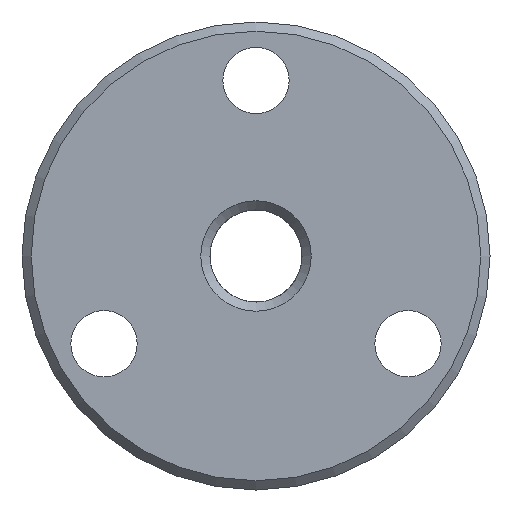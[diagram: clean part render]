
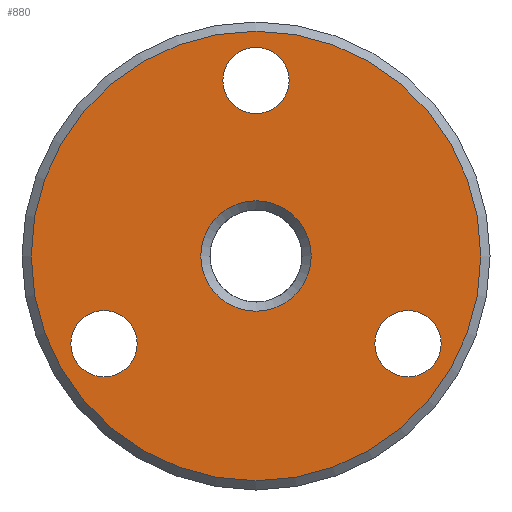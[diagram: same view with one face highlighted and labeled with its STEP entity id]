
A CAD part, front view. The second image highlights one B-rep face of the part: STEP entity #880.
In plain terms, the highlighted planar face has unit normal (0, -1, 0).
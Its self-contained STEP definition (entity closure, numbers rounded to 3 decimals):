
#816=CARTESIAN_POINT('',(3.0,0.0,0.));
#817=VERTEX_POINT('',#816);
#818=CARTESIAN_POINT('',(0.0,0.0,0.0));
#819=DIRECTION('',(0.0,-1.0,0.0));
#820=DIRECTION('',(-1.0,0.0,0.0));
#821=AXIS2_PLACEMENT_3D('',#818,#819,#820);
#822=CIRCLE('',#821,3.0);
#823=EDGE_CURVE('',#817,#817,#822,.T.);
#828=CARTESIAN_POINT('',(0.,0.0,0.));
#829=DIRECTION('',(0.0,1.0,0.0));
#830=DIRECTION('',(0.0,0.0,1.0));
#831=AXIS2_PLACEMENT_3D('',#828,#829,#830);
#832=PLANE('',#831);
#833=CARTESIAN_POINT('',(-12.2,0.0,0.));
#834=VERTEX_POINT('',#833);
#835=CARTESIAN_POINT('',(0.0,0.0,0.0));
#836=DIRECTION('',(0.0,1.0,0.0));
#837=DIRECTION('',(1.0,0.0,0.0));
#838=AXIS2_PLACEMENT_3D('',#835,#836,#837);
#839=CIRCLE('',#838,12.2);
#840=EDGE_CURVE('',#834,#834,#839,.T.);
#841=ORIENTED_EDGE('',*,*,#840,.F.);
#842=EDGE_LOOP('',(#841));
#843=FACE_OUTER_BOUND('',#842,.T.);
#844=CARTESIAN_POINT('',(-10.049,0.0,-4.763));
#845=VERTEX_POINT('',#844);
#846=CARTESIAN_POINT('',(-8.249,0.0,-4.763));
#847=DIRECTION('',(0.0,1.0,0.0));
#848=DIRECTION('',(1.0,0.0,0.0));
#849=AXIS2_PLACEMENT_3D('',#846,#847,#848);
#850=CIRCLE('',#849,1.8);
#851=EDGE_CURVE('',#845,#845,#850,.T.);
#852=ORIENTED_EDGE('',*,*,#851,.T.);
#853=EDGE_LOOP('',(#852));
#854=FACE_BOUND('',#853,.T.);
#855=CARTESIAN_POINT('',(6.449,0.0,-4.762));
#856=VERTEX_POINT('',#855);
#857=CARTESIAN_POINT('',(8.249,0.0,-4.762));
#858=DIRECTION('',(0.0,1.0,0.0));
#859=DIRECTION('',(1.0,0.0,0.0));
#860=AXIS2_PLACEMENT_3D('',#857,#858,#859);
#861=CIRCLE('',#860,1.8);
#862=EDGE_CURVE('',#856,#856,#861,.T.);
#863=ORIENTED_EDGE('',*,*,#862,.T.);
#864=EDGE_LOOP('',(#863));
#865=FACE_BOUND('',#864,.T.);
#866=CARTESIAN_POINT('',(-1.8,0.0,9.525));
#867=VERTEX_POINT('',#866);
#868=CARTESIAN_POINT('',(0.0,0.0,9.525));
#869=DIRECTION('',(0.0,1.0,0.0));
#870=DIRECTION('',(1.0,0.0,0.0));
#871=AXIS2_PLACEMENT_3D('',#868,#869,#870);
#872=CIRCLE('',#871,1.8);
#873=EDGE_CURVE('',#867,#867,#872,.T.);
#874=ORIENTED_EDGE('',*,*,#873,.T.);
#875=EDGE_LOOP('',(#874));
#876=FACE_BOUND('',#875,.T.);
#877=ORIENTED_EDGE('',*,*,#823,.F.);
#878=EDGE_LOOP('',(#877));
#879=FACE_BOUND('',#878,.T.);
#880=ADVANCED_FACE('',(#843,#854,#865,#876,#879),#832,.F.);
